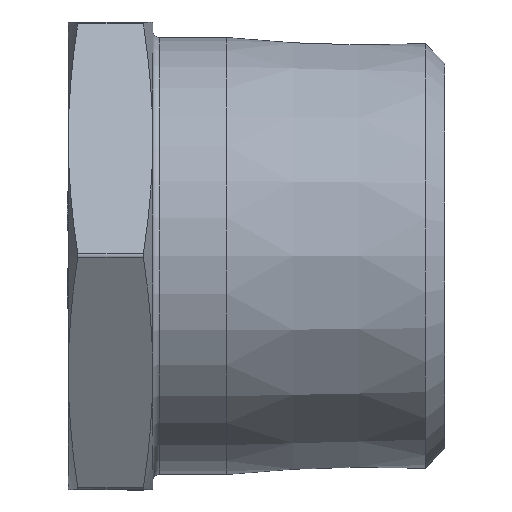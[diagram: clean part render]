
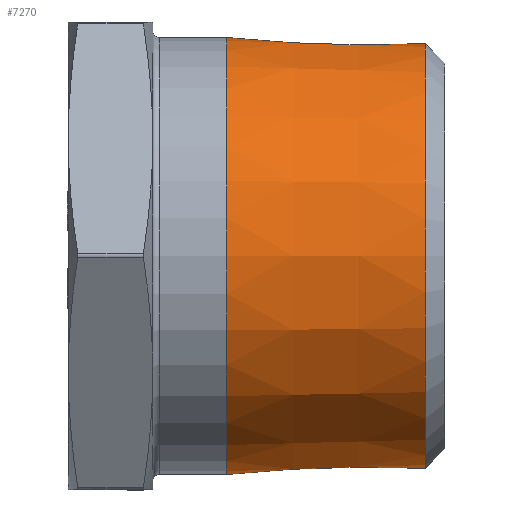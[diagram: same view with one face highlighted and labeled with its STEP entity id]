
A CAD part, top view. The second image highlights one B-rep face of the part: STEP entity #7270.
In plain terms, the highlighted conical face has half-angle 1.79 degrees and reference radius 16.825 mm.
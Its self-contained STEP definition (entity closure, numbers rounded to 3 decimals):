
#83 = VERTEX_POINT ( 'NONE', #99 ) ;
#84 = CARTESIAN_POINT ( 'NONE',  ( 13.023, 14.45, -16.348 ) ) ;
#88 = VERTEX_POINT ( 'NONE', #84 ) ;
#99 = CARTESIAN_POINT ( 'NONE',  ( -2.25, 14.45, -16.825 ) ) ;
#3105 = CIRCLE ( 'NONE', #3109, 16.825 ) ;
#3109 = AXIS2_PLACEMENT_3D ( 'NONE', #3854, #3823, #3855 ) ;
#3115 = CIRCLE ( 'NONE', #3120, 16.348 ) ;
#3120 = AXIS2_PLACEMENT_3D ( 'NONE', #3896, #3902, #3908 ) ;
#3823 = DIRECTION ( 'NONE',  ( -1., 0., 0. ) ) ;
#3854 = CARTESIAN_POINT ( 'NONE',  ( -2.25, 14.45, 0. ) ) ;
#3855 = DIRECTION ( 'NONE',  ( 0., 0., -1. ) ) ;
#3896 = CARTESIAN_POINT ( 'NONE',  ( 13.023, 14.45, 0. ) ) ;
#3902 = DIRECTION ( 'NONE',  ( -1., 0., 0. ) ) ;
#3908 = DIRECTION ( 'NONE',  ( 0., 0., -1. ) ) ;
#7270 = ADVANCED_FACE ( 'NONE', ( #12038, #12059 ), #11424, .T. ) ;
#8788 = EDGE_LOOP ( 'NONE', ( #9348 ) ) ;
#9348 = ORIENTED_EDGE ( 'NONE', *, *, #9693, .T. ) ;
#9350 = ORIENTED_EDGE ( 'NONE', *, *, #9678, .F. ) ;
#9678 = EDGE_CURVE ( 'NONE', #83, #83, #3105, .T. ) ;
#9693 = EDGE_CURVE ( 'NONE', #88, #88, #3115, .T. ) ;
#11424 = CONICAL_SURFACE ( 'NONE', #11425, 16.825, 0.031 ) ;
#11425 = AXIS2_PLACEMENT_3D ( 'NONE', #12064, #12044, #12023 ) ;
#12023 = DIRECTION ( 'NONE',  ( 0., 0., -1. ) ) ;
#12038 = FACE_BOUND ( 'NONE', #8788, .T. ) ;
#12044 = DIRECTION ( 'NONE',  ( -1., 0., 0. ) ) ;
#12059 = FACE_OUTER_BOUND ( 'NONE', #14464, .T. ) ;
#12064 = CARTESIAN_POINT ( 'NONE',  ( -2.25, 14.45, 0. ) ) ;
#14464 = EDGE_LOOP ( 'NONE', ( #9350 ) ) ;
